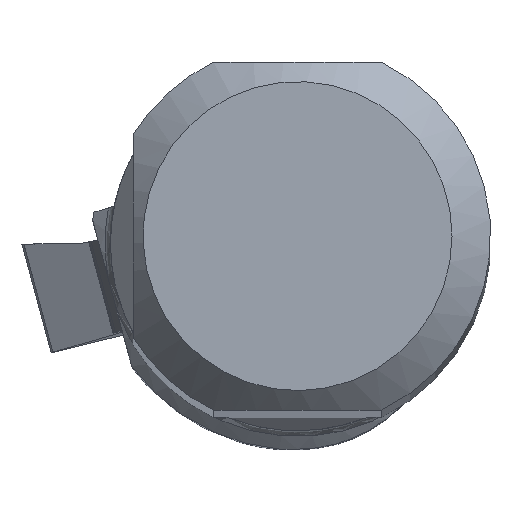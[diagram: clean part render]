
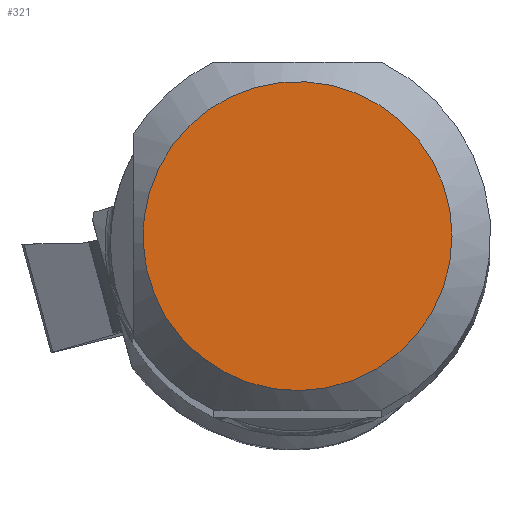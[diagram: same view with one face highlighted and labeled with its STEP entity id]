
A CAD part, top view. The second image highlights one B-rep face of the part: STEP entity #321.
In plain terms, the highlighted planar face has unit normal (0, 0, 1).
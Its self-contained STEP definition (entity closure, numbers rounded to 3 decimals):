
#234=CIRCLE('',#2309,7.991);
#321=ADVANCED_FACE('CU_SU_BP3',(#477),#385,.T.);
#385=PLANE('',#2310);
#477=FACE_OUTER_BOUND('',#585,.T.);
#585=EDGE_LOOP('',(#1142));
#1142=ORIENTED_EDGE('',*,*,#1729,.T.);
#1448=VERTEX_POINT('',#4445);
#1729=EDGE_CURVE('',#1448,#1448,#234,.T.);
#2309=AXIS2_PLACEMENT_3D('',#4444,#2816,#2817);
#2310=AXIS2_PLACEMENT_3D('',#4446,#2818,#2819);
#2816=DIRECTION('',(0.,0.,1.));
#2817=DIRECTION('',(1.,0.,0.));
#2818=DIRECTION('',(0.,0.,1.));
#2819=DIRECTION('',(1.,0.,0.));
#4444=CARTESIAN_POINT('',(0.,0.,0.));
#4445=CARTESIAN_POINT('',(7.991,0.,0.));
#4446=CARTESIAN_POINT('',(0.,0.,
0.));
